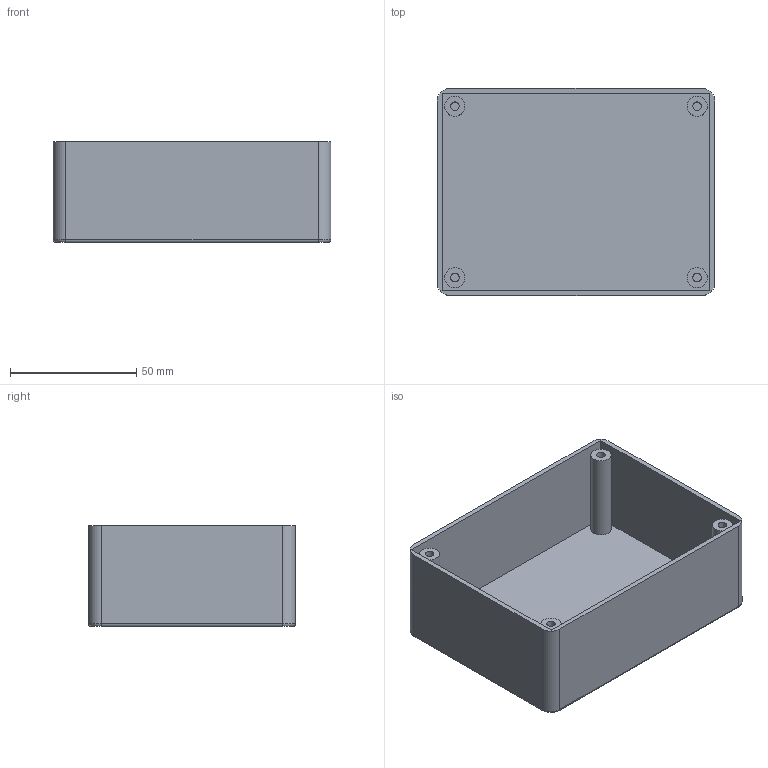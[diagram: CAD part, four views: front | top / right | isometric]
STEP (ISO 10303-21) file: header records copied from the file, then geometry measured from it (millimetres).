
FILE_DESCRIPTION(('FreeCAD Model'),'2;1');
FILE_NAME('Hammond_1591_Box.step', '2021-02-21T14:49:45',('Author'),(''), 'Open CASCADE STEP processor 7.3','FreeCAD','Unknown');
FILE_SCHEMA(('AUTOMOTIVE_DESIGN { 1 0 10303 214 1 1 1 1 }'));
Length unit declared in the file: millimetre
Products named in the file (1): Hammond_1591_Box
Bounding box: 110 x 82 x 40 mm (x, y, z)
Volume: 51608.2 mm3; surface area: 52322.9 mm2
Topology: 5 solids, 5 shells, 39 faces, 76 edges, 48 vertices
Faces by surface type: plane 19, cylinder 16, torus 4
Full cylindrical faces by diameter (mm): 3.4 x4, 8 x4
Entity records: 2276 total; most frequent: DIRECTION 337, CARTESIAN_POINT 323, LINE 161, VECTOR 161, ORIENTED_EDGE 152, PCURVE 152, DEFINITIONAL_REPRESENTATION 152, AXIS2_PLACEMENT_3D 76
